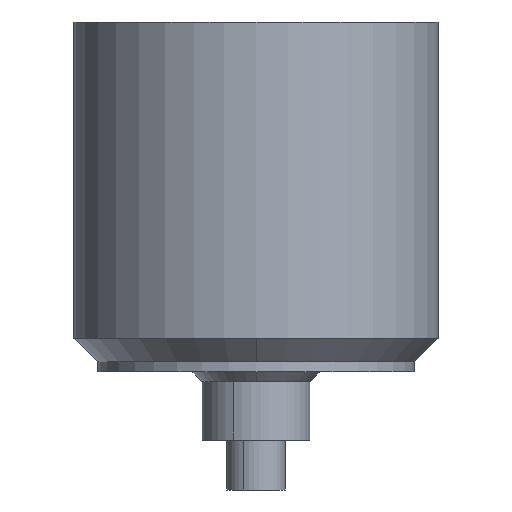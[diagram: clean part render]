
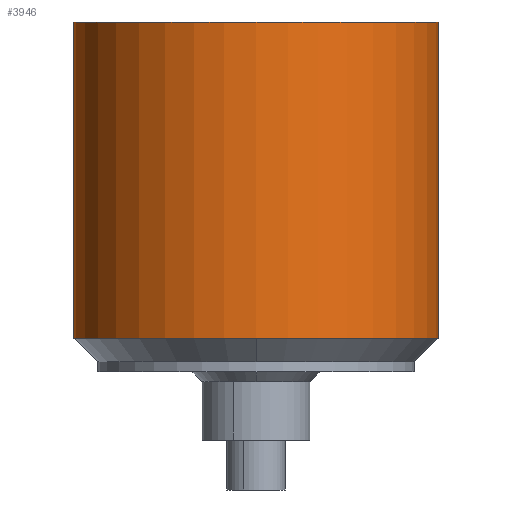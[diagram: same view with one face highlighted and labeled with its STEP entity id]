
A CAD part, front view. The second image highlights one B-rep face of the part: STEP entity #3946.
In plain terms, the highlighted cylindrical face has radius 109.5 mm (diameter 219 mm), a partial arc.
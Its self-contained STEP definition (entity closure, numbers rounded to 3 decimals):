
#2 = DIRECTION ( 'NONE',  ( -1., 0., 0. ) ) ;
#24 = LINE ( 'NONE', #3034, #3762 ) ;
#44 = ORIENTED_EDGE ( 'NONE', *, *, #514, .F. ) ;
#337 = CARTESIAN_POINT ( 'NONE',  ( 0., 0., 190. ) ) ;
#425 = CARTESIAN_POINT ( 'NONE',  ( 109.5, 0., 190. ) ) ;
#479 = CARTESIAN_POINT ( 'NONE',  ( 0., 0., 0. ) ) ;
#505 = AXIS2_PLACEMENT_3D ( 'NONE', #479, #3874, #1403 ) ;
#514 = EDGE_CURVE ( 'NONE', #1218, #1143, #4079, .T. ) ;
#642 = CARTESIAN_POINT ( 'NONE',  ( -109.5, 0., 190. ) ) ;
#701 = DIRECTION ( 'NONE',  ( 0., 0., -1. ) ) ;
#833 = VECTOR ( 'NONE', #2017, 1000. ) ;
#834 = VERTEX_POINT ( 'NONE', #2191 ) ;
#1143 = VERTEX_POINT ( 'NONE', #1423 ) ;
#1218 = VERTEX_POINT ( 'NONE', #425 ) ;
#1368 = EDGE_CURVE ( 'NONE', #834, #1143, #3335, .T. ) ;
#1403 = DIRECTION ( 'NONE',  ( 1., 0., 0. ) ) ;
#1423 = CARTESIAN_POINT ( 'NONE',  ( 109.5, 0., 0. ) ) ;
#1548 = AXIS2_PLACEMENT_3D ( 'NONE', #337, #701, #2 ) ;
#1730 = CARTESIAN_POINT ( 'NONE',  ( 109.5, 0., 190. ) ) ;
#2017 = DIRECTION ( 'NONE',  ( 0., 0., -1. ) ) ;
#2191 = CARTESIAN_POINT ( 'NONE',  ( -109.5, 0., 0. ) ) ;
#2239 = VERTEX_POINT ( 'NONE', #642 ) ;
#2443 = ORIENTED_EDGE ( 'NONE', *, *, #1368, .T. ) ;
#2495 = EDGE_CURVE ( 'NONE', #2239, #834, #24, .T. ) ;
#2699 = DIRECTION ( 'NONE',  ( 0., 0., 1. ) ) ;
#2739 = DIRECTION ( 'NONE',  ( 0., 0., -1. ) ) ;
#3034 = CARTESIAN_POINT ( 'NONE',  ( -109.5, 0., 190. ) ) ;
#3098 = CYLINDRICAL_SURFACE ( 'NONE', #1548, 109.5 ) ;
#3136 = ORIENTED_EDGE ( 'NONE', *, *, #3720, .F. ) ;
#3207 = ORIENTED_EDGE ( 'NONE', *, *, #2495, .T. ) ;
#3302 = CARTESIAN_POINT ( 'NONE',  ( 0., 0., 190. ) ) ;
#3335 = CIRCLE ( 'NONE', #505, 109.5 ) ;
#3384 = FACE_OUTER_BOUND ( 'NONE', #3692, .T. ) ;
#3670 = DIRECTION ( 'NONE',  ( 1., 0., 0. ) ) ;
#3678 = CIRCLE ( 'NONE', #4190, 109.5 ) ;
#3692 = EDGE_LOOP ( 'NONE', ( #44, #3136, #3207, #2443 ) ) ;
#3720 = EDGE_CURVE ( 'NONE', #2239, #1218, #3678, .T. ) ;
#3762 = VECTOR ( 'NONE', #2739, 1000. ) ;
#3874 = DIRECTION ( 'NONE',  ( 0., 0., 1. ) ) ;
#3946 = ADVANCED_FACE ( 'NONE', ( #3384 ), #3098, .T. ) ;
#4079 = LINE ( 'NONE', #1730, #833 ) ;
#4190 = AXIS2_PLACEMENT_3D ( 'NONE', #3302, #2699, #3670 ) ;
